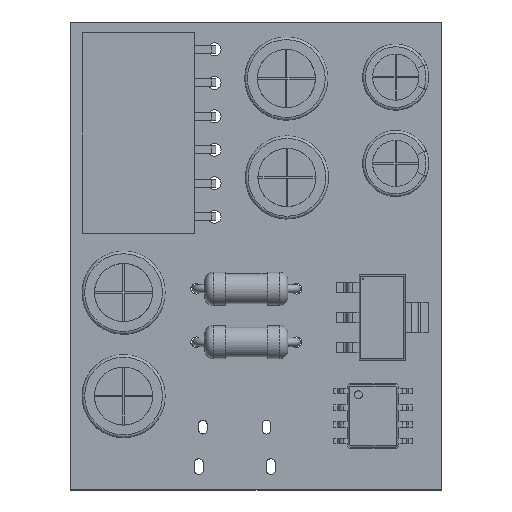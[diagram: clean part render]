
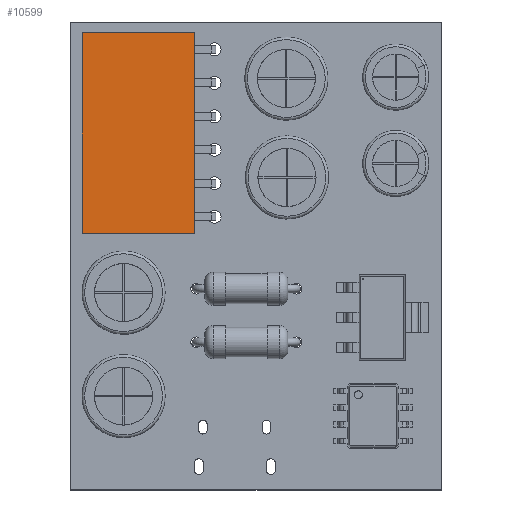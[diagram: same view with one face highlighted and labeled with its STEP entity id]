
A CAD part, top view. The second image highlights one B-rep face of the part: STEP entity #10599.
In plain terms, the highlighted planar face has unit normal (0, 0, 1).
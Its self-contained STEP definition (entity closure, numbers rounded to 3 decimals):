
#10599 = ADVANCED_FACE('',(#10600),#10634,.F.);
#10600 = FACE_BOUND('',#10601,.F.);
#10601 = EDGE_LOOP('',(#10602,#10612,#10620,#10628));
#10602 = ORIENTED_EDGE('',*,*,#10603,.T.);
#10603 = EDGE_CURVE('',#10604,#10606,#10608,.T.);
#10604 = VERTEX_POINT('',#10605);
#10605 = CARTESIAN_POINT('',(-1.52,-13.97,2.54));
#10606 = VERTEX_POINT('',#10607);
#10607 = CARTESIAN_POINT('',(-10.03,-13.97,2.54));
#10608 = LINE('',#10609,#10610);
#10609 = CARTESIAN_POINT('',(-1.52,-13.97,2.54));
#10610 = VECTOR('',#10611,1.);
#10611 = DIRECTION('',(-1.,0.,0.));
#10612 = ORIENTED_EDGE('',*,*,#10613,.T.);
#10613 = EDGE_CURVE('',#10606,#10614,#10616,.T.);
#10614 = VERTEX_POINT('',#10615);
#10615 = CARTESIAN_POINT('',(-10.03,1.27,2.54));
#10616 = LINE('',#10617,#10618);
#10617 = CARTESIAN_POINT('',(-10.03,-13.97,2.54));
#10618 = VECTOR('',#10619,1.);
#10619 = DIRECTION('',(0.,1.,0.));
#10620 = ORIENTED_EDGE('',*,*,#10621,.F.);
#10621 = EDGE_CURVE('',#10622,#10614,#10624,.T.);
#10622 = VERTEX_POINT('',#10623);
#10623 = CARTESIAN_POINT('',(-1.52,1.27,2.54));
#10624 = LINE('',#10625,#10626);
#10625 = CARTESIAN_POINT('',(-1.52,1.27,2.54));
#10626 = VECTOR('',#10627,1.);
#10627 = DIRECTION('',(-1.,0.,0.));
#10628 = ORIENTED_EDGE('',*,*,#10629,.F.);
#10629 = EDGE_CURVE('',#10604,#10622,#10630,.T.);
#10630 = LINE('',#10631,#10632);
#10631 = CARTESIAN_POINT('',(-1.52,-13.97,2.54));
#10632 = VECTOR('',#10633,1.);
#10633 = DIRECTION('',(0.,1.,0.));
#10634 = PLANE('',#10635);
#10635 = AXIS2_PLACEMENT_3D('',#10636,#10637,#10638);
#10636 = CARTESIAN_POINT('',(-1.52,-13.97,2.54));
#10637 = DIRECTION('',(0.,0.,-1.));
#10638 = DIRECTION('',(0.,1.,0.));
